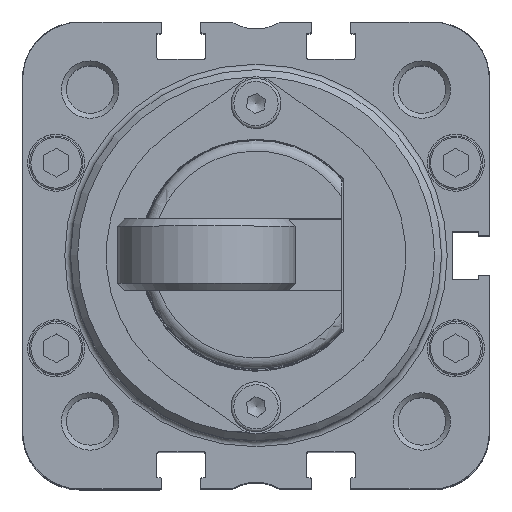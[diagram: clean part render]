
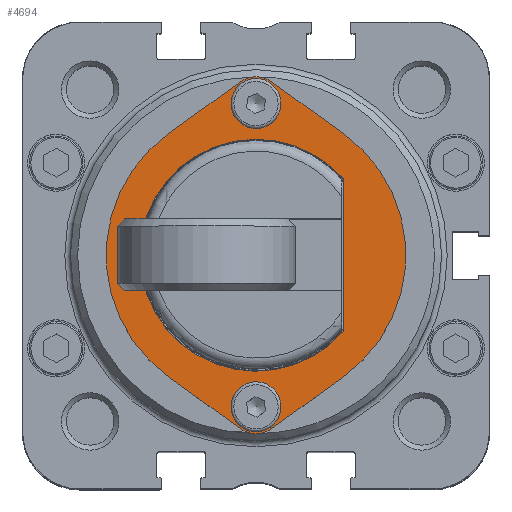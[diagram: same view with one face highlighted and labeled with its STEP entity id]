
A CAD part, top view. The second image highlights one B-rep face of the part: STEP entity #4694.
In plain terms, the highlighted planar face has unit normal (0, 0, 1).
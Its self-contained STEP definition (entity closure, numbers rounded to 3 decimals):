
#4578=CARTESIAN_POINT('',(0.,0.,101.3));
#4579=DIRECTION('',(0.0,0.0,1.0));
#4580=DIRECTION('',(1.0,0.0,0.0));
#4581=AXIS2_PLACEMENT_3D('',#4578,#4579,#4580);
#4582=PLANE('',#4581);
#4583=CARTESIAN_POINT('',(-2.19,-24.294,101.3));
#4584=VERTEX_POINT('',#4583);
#4585=CARTESIAN_POINT('',(-12.264,-17.047,101.3));
#4586=VERTEX_POINT('',#4585);
#4587=CARTESIAN_POINT('',(-2.19,-24.294,101.3));
#4588=DIRECTION('',(-0.812,0.584,0.0));
#4589=VECTOR('',#4588,12.41);
#4590=LINE('',#4587,#4589);
#4591=EDGE_CURVE('',#4584,#4586,#4590,.T.);
#4592=ORIENTED_EDGE('',*,*,#4591,.F.);
#4593=CARTESIAN_POINT('',(2.19,-24.294,101.3));
#4594=VERTEX_POINT('',#4593);
#4595=CARTESIAN_POINT('',(0.,-21.25,101.3));
#4596=DIRECTION('',(0.0,0.0,-1.0));
#4597=DIRECTION('',(-0.584,-0.812,0.0));
#4598=AXIS2_PLACEMENT_3D('',#4595,#4596,#4597);
#4599=CIRCLE('',#4598,3.75);
#4600=EDGE_CURVE('',#4594,#4584,#4599,.T.);
#4601=ORIENTED_EDGE('',*,*,#4600,.F.);
#4602=CARTESIAN_POINT('',(12.264,-17.047,101.3));
#4603=VERTEX_POINT('',#4602);
#4604=CARTESIAN_POINT('',(12.264,-17.047,101.3));
#4605=DIRECTION('',(-0.812,-0.584,0.0));
#4606=VECTOR('',#4605,12.41);
#4607=LINE('',#4604,#4606);
#4608=EDGE_CURVE('',#4603,#4594,#4607,.T.);
#4609=ORIENTED_EDGE('',*,*,#4608,.F.);
#4610=CARTESIAN_POINT('',(12.264,17.047,101.3));
#4611=VERTEX_POINT('',#4610);
#4612=CARTESIAN_POINT('',(0.,0.,101.3));
#4613=DIRECTION('',(0.0,0.0,-1.0));
#4614=DIRECTION('',(0.584,-0.812,0.0));
#4615=AXIS2_PLACEMENT_3D('',#4612,#4613,#4614);
#4616=CIRCLE('',#4615,21.);
#4617=EDGE_CURVE('',#4611,#4603,#4616,.T.);
#4618=ORIENTED_EDGE('',*,*,#4617,.F.);
#4619=CARTESIAN_POINT('',(2.19,24.294,101.3));
#4620=VERTEX_POINT('',#4619);
#4621=CARTESIAN_POINT('',(2.19,24.294,101.3));
#4622=DIRECTION('',(0.812,-0.584,0.0));
#4623=VECTOR('',#4622,12.41);
#4624=LINE('',#4621,#4623);
#4625=EDGE_CURVE('',#4620,#4611,#4624,.T.);
#4626=ORIENTED_EDGE('',*,*,#4625,.F.);
#4627=CARTESIAN_POINT('',(-2.19,24.294,101.3));
#4628=VERTEX_POINT('',#4627);
#4629=CARTESIAN_POINT('',(0.,21.25,101.3));
#4630=DIRECTION('',(0.0,0.0,-1.0));
#4631=DIRECTION('',(0.584,0.812,0.0));
#4632=AXIS2_PLACEMENT_3D('',#4629,#4630,#4631);
#4633=CIRCLE('',#4632,3.75);
#4634=EDGE_CURVE('',#4628,#4620,#4633,.T.);
#4635=ORIENTED_EDGE('',*,*,#4634,.F.);
#4636=CARTESIAN_POINT('',(-12.264,17.047,101.3));
#4637=VERTEX_POINT('',#4636);
#4638=CARTESIAN_POINT('',(-12.264,17.047,101.3));
#4639=DIRECTION('',(0.812,0.584,0.0));
#4640=VECTOR('',#4639,12.41);
#4641=LINE('',#4638,#4640);
#4642=EDGE_CURVE('',#4637,#4628,#4641,.T.);
#4643=ORIENTED_EDGE('',*,*,#4642,.F.);
#4644=CARTESIAN_POINT('',(0.,0.,101.3));
#4645=DIRECTION('',(0.0,0.0,-1.0));
#4646=DIRECTION('',(-0.584,0.812,0.0));
#4647=AXIS2_PLACEMENT_3D('',#4644,#4645,#4646);
#4648=CIRCLE('',#4647,21.);
#4649=EDGE_CURVE('',#4586,#4637,#4648,.T.);
#4650=ORIENTED_EDGE('',*,*,#4649,.F.);
#4651=EDGE_LOOP('',(#4592,#4601,#4609,#4618,#4626,#4635,#4643,#4650));
#4652=FACE_OUTER_BOUND('',#4651,.T.);
#4653=CARTESIAN_POINT('',(-3.48,-21.621,101.3));
#4654=VERTEX_POINT('',#4653);
#4655=CARTESIAN_POINT('',(0.,-21.25,101.3));
#4656=DIRECTION('',(0.0,0.0,-1.0));
#4657=DIRECTION('',(-0.994,-0.106,0.0));
#4658=AXIS2_PLACEMENT_3D('',#4655,#4656,#4657);
#4659=CIRCLE('',#4658,3.5);
#4660=EDGE_CURVE('',#4654,#4654,#4659,.T.);
#4661=ORIENTED_EDGE('',*,*,#4660,.T.);
#4662=EDGE_LOOP('',(#4661));
#4663=FACE_BOUND('',#4662,.T.);
#4664=CARTESIAN_POINT('',(2.217,23.958,101.3));
#4665=VERTEX_POINT('',#4664);
#4666=CARTESIAN_POINT('',(0.,21.25,101.3));
#4667=DIRECTION('',(0.0,0.0,-1.0));
#4668=DIRECTION('',(0.633,0.774,0.0));
#4669=AXIS2_PLACEMENT_3D('',#4666,#4667,#4668);
#4670=CIRCLE('',#4669,3.5);
#4671=EDGE_CURVE('',#4665,#4665,#4670,.T.);
#4672=ORIENTED_EDGE('',*,*,#4671,.T.);
#4673=EDGE_LOOP('',(#4672));
#4674=FACE_BOUND('',#4673,.T.);
#4675=CARTESIAN_POINT('',(12.2,-10.734,101.3));
#4676=VERTEX_POINT('',#4675);
#4677=CARTESIAN_POINT('',(12.2,10.734,101.3));
#4678=VERTEX_POINT('',#4677);
#4679=CARTESIAN_POINT('',(0.,0.,101.3));
#4680=DIRECTION('',(0.0,0.0,-1.0));
#4681=DIRECTION('',(0.751,0.661,0.0));
#4682=AXIS2_PLACEMENT_3D('',#4679,#4680,#4681);
#4683=CIRCLE('',#4682,16.25);
#4684=EDGE_CURVE('',#4676,#4678,#4683,.T.);
#4685=ORIENTED_EDGE('',*,*,#4684,.T.);
#4686=CARTESIAN_POINT('',(12.2,10.734,101.3));
#4687=DIRECTION('',(0.0,-1.0,0.0));
#4688=VECTOR('',#4687,21.468);
#4689=LINE('',#4686,#4688);
#4690=EDGE_CURVE('',#4678,#4676,#4689,.T.);
#4691=ORIENTED_EDGE('',*,*,#4690,.T.);
#4692=EDGE_LOOP('',(#4685,#4691));
#4693=FACE_BOUND('',#4692,.T.);
#4694=ADVANCED_FACE('',(#4652,#4663,#4674,#4693),#4582,.T.);
